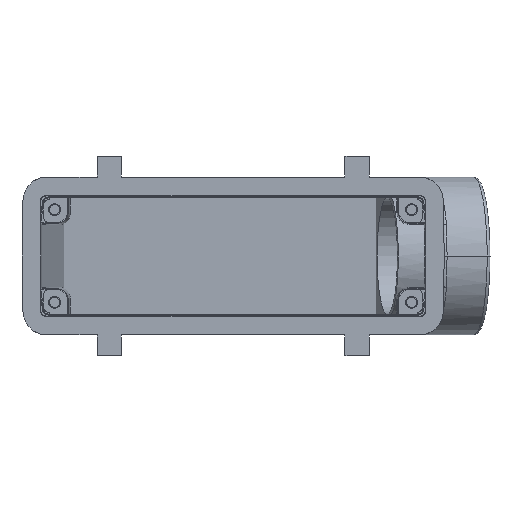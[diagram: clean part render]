
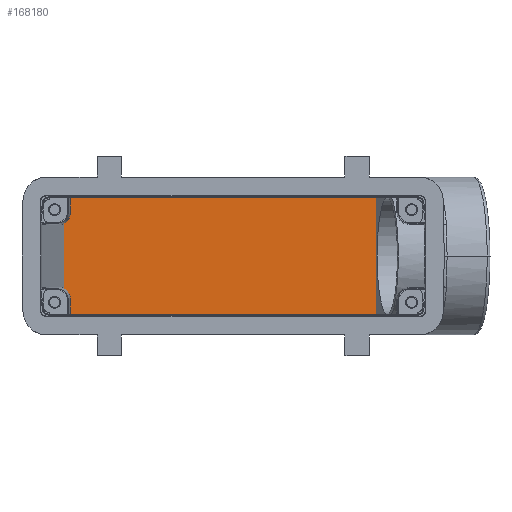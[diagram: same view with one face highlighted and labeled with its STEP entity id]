
A CAD part, front view. The second image highlights one B-rep face of the part: STEP entity #168180.
In plain terms, the highlighted planar face has unit normal (0, -1, 0).
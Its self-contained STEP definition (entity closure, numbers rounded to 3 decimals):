
#6750=CARTESIAN_POINT('',(44.717,94.1,-12.463));
#6760=VERTEX_POINT('',#6750);
#6930=CARTESIAN_POINT('',(44.717,94.1,-16.963))
;
#6940=VERTEX_POINT('',#6930);
#6970=CARTESIAN_POINT('',(44.717,94.1,0.));
#6980=DIRECTION('',(0.,0.,1.));
#6990=VECTOR('',#6980,1.);
#7000=LINE('',#6970,#6990);
#7010=EDGE_CURVE('',#6940,#6760,#7000,.T.);
#14180=CARTESIAN_POINT('',(46.556,94.1,9.382))
;
#14190=VERTEX_POINT('',#14180);
#14350=CARTESIAN_POINT('',(46.556,94.1,-9.382)
);
#14360=VERTEX_POINT('',#14350);
#14390=CARTESIAN_POINT('',(46.556,94.1,0.));
#14400=DIRECTION('',(0.,0.,1.));
#14410=VECTOR('',#14400,1.);
#14420=LINE('',#14390,#14410);
#14430=EDGE_CURVE('',#14360,#14190,#14420,.T.);
#79820=CARTESIAN_POINT('',(44.717,94.1,16.963))
;
#79830=VERTEX_POINT('',#79820);
#79980=CARTESIAN_POINT('',(44.717,94.1,12.463))
;
#79990=VERTEX_POINT('',#79980);
#80020=CARTESIAN_POINT('',(44.717,94.1,0.));
#80030=DIRECTION('',(0.,0.,-1.));
#80040=VECTOR('',#80030,1.);
#80050=LINE('',#80020,#80040);
#80060=EDGE_CURVE('',#79830,#79990,#80050,.T.);
#109050=CARTESIAN_POINT('',(48.217,94.1,12.463)
);
#109060=DIRECTION('',(0.,-1.,0.));
#109070=DIRECTION('',(0.707,0.,
0.707));
#109080=AXIS2_PLACEMENT_3D('',#109050,#109060,#109070);
#109090=ELLIPSE('',#109080,3.5,3.5);
#109100=EDGE_CURVE('',#79990,#14190,#109090,.T.);
#109660=CARTESIAN_POINT('',(48.217,94.1,-12.463
));
#109670=DIRECTION('',(0.,-1.,0.));
#109680=DIRECTION('',(0.707,0.,
-0.707));
#109690=AXIS2_PLACEMENT_3D('',#109660,#109670,#109680);
#109700=ELLIPSE('',#109690,3.5,3.5);
#109710=EDGE_CURVE('',#14360,#6760,#109700,.T.);
#162930=CARTESIAN_POINT('',(-44.457,94.1,0.));
#162940=DIRECTION('',(0.,0.,1.));
#162950=VECTOR('',#162940,1.);
#162960=LINE('',#162930,#162950);
#162970=CARTESIAN_POINT('',(-44.457,94.1,
-16.963));
#162980=VERTEX_POINT('',#162970);
#162990=CARTESIAN_POINT('',(-44.457,94.1,16.963
));
#163000=VERTEX_POINT('',#162990);
#163010=EDGE_CURVE('',#162980,#163000,#162960,.T.);
#167930=CARTESIAN_POINT('',(46.556,94.1,0.));
#167940=DIRECTION('',(0.,-1.,0.));
#167950=DIRECTION('',(1.,0.,0.));
#167960=AXIS2_PLACEMENT_3D('',#167930,#167940,#167950);
#167970=PLANE('',#167960);
#167980=CARTESIAN_POINT('',(45.603,94.1,16.963)
);
#167990=DIRECTION('',(-1.,0.,0.));
#168000=VECTOR('',#167990,1.);
#168010=LINE('',#167980,#168000);
#168020=EDGE_CURVE('',#79830,#163000,#168010,.T.);
#168030=ORIENTED_EDGE('',*,*,#168020,.T.);
#168040=ORIENTED_EDGE('',*,*,#80060,.F.);
#168050=ORIENTED_EDGE('',*,*,#109100,.F.);
#168060=ORIENTED_EDGE('',*,*,#14430,.T.);
#168070=ORIENTED_EDGE('',*,*,#109710,.F.);
#168080=ORIENTED_EDGE('',*,*,#7010,.T.);
#168090=CARTESIAN_POINT('',(45.603,94.1,-16.963
));
#168100=DIRECTION('',(-1.,0.,0.));
#168110=VECTOR('',#168100,1.);
#168120=LINE('',#168090,#168110);
#168130=EDGE_CURVE('',#6940,#162980,#168120,.T.);
#168140=ORIENTED_EDGE('',*,*,#168130,.F.);
#168150=ORIENTED_EDGE('',*,*,#163010,.F.);
#168160=EDGE_LOOP('',(#168150,#168140,#168080,#168070,#168060,#168050,
#168040,#168030));
#168170=FACE_OUTER_BOUND('',#168160,.T.);
#168180=ADVANCED_FACE('',(#168170),#167970,.T.);
